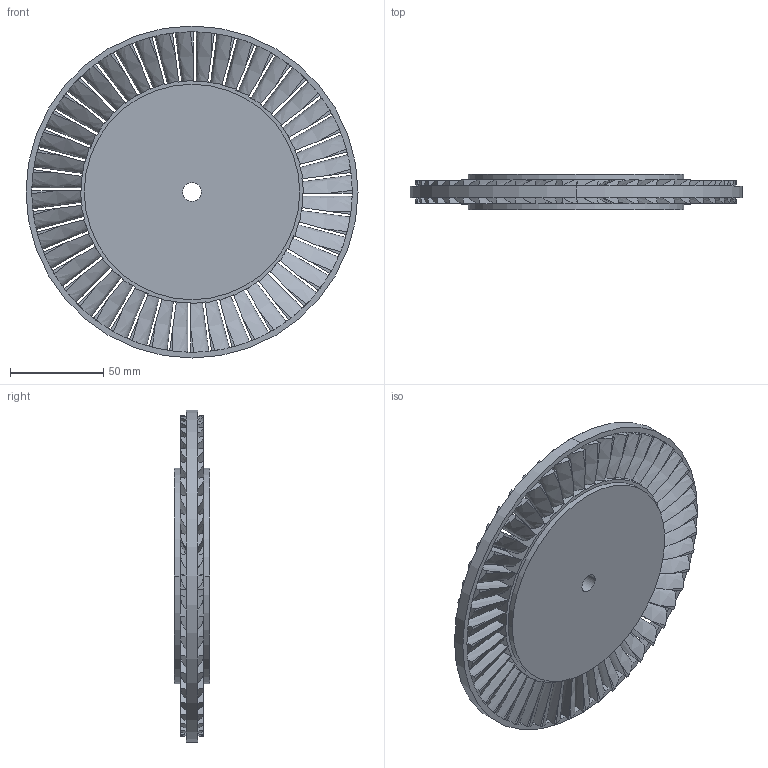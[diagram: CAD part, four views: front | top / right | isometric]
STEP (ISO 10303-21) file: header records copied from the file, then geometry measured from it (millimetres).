
FILE_DESCRIPTION (( 'STEP AP214' ), '1' );
FILE_NAME ('[TP] [Turb] Rotor38.STEP', '2024-05-06T05:44:38', ( '' ), ( '' ), 'SwSTEP 2.0', 'SolidWorks 2023', '' );
FILE_SCHEMA (( 'AUTOMOTIVE_DESIGN' ));
Length unit declared in the file: inch
Products named in the file (1): [TP] [Turb] Rotor38
Bounding box: 178.26 x 19.05 x 178.26 mm (x, y, z)
Volume: 297535.1 mm3; surface area: 80092.6 mm2
Topology: 1 solids, 1 shells, 448 faces, 1518 edges, 980 vertices
Faces by surface type: cylinder 202, plane 150, bspline 96
Entity records: 18457 total; most frequent: CARTESIAN_POINT 6703, ORIENTED_EDGE 3036, DIRECTION 1956, EDGE_CURVE 1518, VERTEX_POINT 980, AXIS2_PLACEMENT_3D 757, B_SPLINE_CURVE_WITH_KNOTS 480, EDGE_LOOP 454
